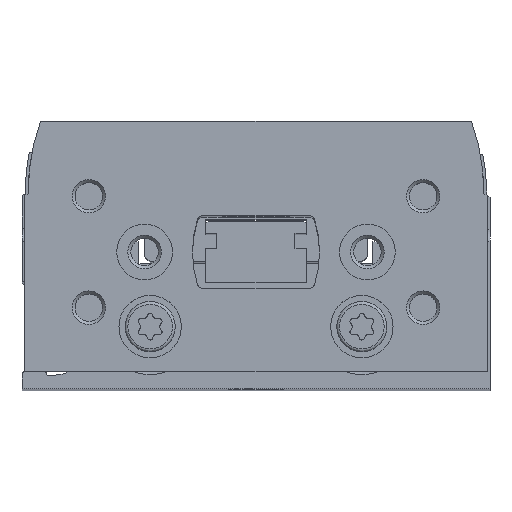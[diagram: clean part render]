
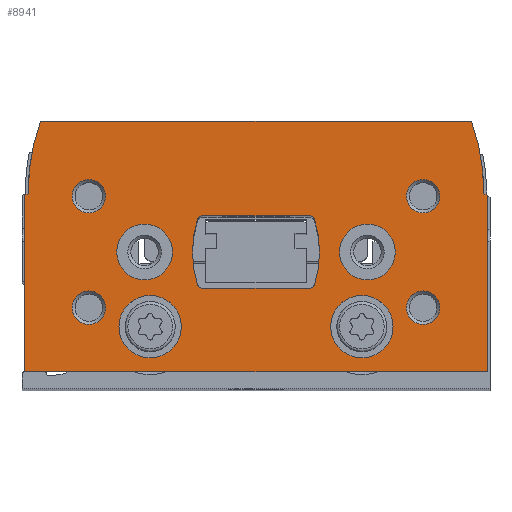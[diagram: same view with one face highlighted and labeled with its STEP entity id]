
A CAD part, top view. The second image highlights one B-rep face of the part: STEP entity #8941.
In plain terms, the highlighted planar face has unit normal (0, 0, 1).
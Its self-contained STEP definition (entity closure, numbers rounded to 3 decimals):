
#391=LINE('',#13951,#865);
#396=LINE('',#13961,#870);
#414=LINE('',#14007,#888);
#420=LINE('',#14019,#894);
#434=LINE('',#14096,#908);
#436=LINE('',#14099,#910);
#437=LINE('',#14133,#911);
#438=LINE('',#14153,#912);
#865=VECTOR('',#11522,1000.);
#870=VECTOR('',#11529,1000.);
#888=VECTOR('',#11565,1000.);
#894=VECTOR('',#11575,1000.);
#908=VECTOR('',#11635,1000.);
#910=VECTOR('',#11639,1000.);
#911=VECTOR('',#11674,1000.);
#912=VECTOR('',#11695,1000.);
#1137=PLANE('',#9742);
#2423=ORIENTED_EDGE('',*,*,#3924,.F.);
#2424=ORIENTED_EDGE('',*,*,#3925,.F.);
#2425=ORIENTED_EDGE('',*,*,#3926,.F.);
#2426=ORIENTED_EDGE('',*,*,#3927,.F.);
#2427=ORIENTED_EDGE('',*,*,#3928,.T.);
#2428=ORIENTED_EDGE('',*,*,#3929,.T.);
#2429=ORIENTED_EDGE('',*,*,#3930,.T.);
#2430=ORIENTED_EDGE('',*,*,#3931,.T.);
#2431=ORIENTED_EDGE('',*,*,#3883,.F.);
#2432=ORIENTED_EDGE('',*,*,#3904,.F.);
#2433=ORIENTED_EDGE('',*,*,#3895,.F.);
#2434=ORIENTED_EDGE('',*,*,#3892,.F.);
#2435=ORIENTED_EDGE('',*,*,#3932,.F.);
#2436=ORIENTED_EDGE('',*,*,#3933,.F.);
#2437=ORIENTED_EDGE('',*,*,#3934,.F.);
#2438=ORIENTED_EDGE('',*,*,#3886,.F.);
#2439=ORIENTED_EDGE('',*,*,#3870,.T.);
#2440=ORIENTED_EDGE('',*,*,#3864,.T.);
#2441=ORIENTED_EDGE('',*,*,#3906,.T.);
#2442=ORIENTED_EDGE('',*,*,#3835,.T.);
#2443=ORIENTED_EDGE('',*,*,#3840,.T.);
#2444=ORIENTED_EDGE('',*,*,#3844,.T.);
#2445=ORIENTED_EDGE('',*,*,#3923,.T.);
#2446=ORIENTED_EDGE('',*,*,#3876,.T.);
#3835=EDGE_CURVE('',#4703,#4702,#391,.T.);
#3840=EDGE_CURVE('',#4702,#4706,#396,.T.);
#3844=EDGE_CURVE('',#4706,#4708,#5269,.T.);
#3864=EDGE_CURVE('',#4723,#4725,#414,.T.);
#3870=EDGE_CURVE('',#4729,#4723,#420,.T.);
#3876=EDGE_CURVE('',#4734,#4729,#5275,.T.);
#3883=EDGE_CURVE('',#4738,#4739,#5278,.T.);
#3886=EDGE_CURVE('',#4739,#4740,#5279,.T.);
#3892=EDGE_CURVE('',#4744,#4745,#5282,.T.);
#3895=EDGE_CURVE('',#4745,#4747,#5283,.T.);
#3904=EDGE_CURVE('',#4747,#4738,#434,.T.);
#3906=EDGE_CURVE('',#4725,#4703,#436,.T.);
#3923=EDGE_CURVE('',#4708,#4734,#437,.T.);
#3924=EDGE_CURVE('',#4770,#4770,#5306,.T.);
#3925=EDGE_CURVE('',#4771,#4771,#5307,.T.);
#3926=EDGE_CURVE('',#4772,#4772,#5308,.T.);
#3927=EDGE_CURVE('',#4773,#4773,#5309,.T.);
#3928=EDGE_CURVE('',#4774,#4774,#5310,.T.);
#3929=EDGE_CURVE('',#4775,#4775,#5311,.T.);
#3930=EDGE_CURVE('',#4776,#4776,#5312,.T.);
#3931=EDGE_CURVE('',#4777,#4777,#5313,.T.);
#3932=EDGE_CURVE('',#4778,#4744,#5314,.T.);
#3933=EDGE_CURVE('',#4779,#4778,#438,.T.);
#3934=EDGE_CURVE('',#4740,#4779,#5315,.T.);
#4702=VERTEX_POINT('',#13950);
#4703=VERTEX_POINT('',#13952);
#4706=VERTEX_POINT('',#13960);
#4708=VERTEX_POINT('',#13967);
#4723=VERTEX_POINT('',#14001);
#4725=VERTEX_POINT('',#14006);
#4729=VERTEX_POINT('',#14017);
#4734=VERTEX_POINT('',#14032);
#4738=VERTEX_POINT('',#14046);
#4739=VERTEX_POINT('',#14048);
#4740=VERTEX_POINT('',#14056);
#4744=VERTEX_POINT('',#14069);
#4745=VERTEX_POINT('',#14071);
#4747=VERTEX_POINT('',#14080);
#4770=VERTEX_POINT('',#14136);
#4771=VERTEX_POINT('',#14138);
#4772=VERTEX_POINT('',#14140);
#4773=VERTEX_POINT('',#14142);
#4774=VERTEX_POINT('',#14144);
#4775=VERTEX_POINT('',#14146);
#4776=VERTEX_POINT('',#14148);
#4777=VERTEX_POINT('',#14150);
#4778=VERTEX_POINT('',#14152);
#4779=VERTEX_POINT('',#14154);
#5269=CIRCLE('',#9692,19.5);
#5275=CIRCLE('',#9704,19.5);
#5278=CIRCLE('',#9708,0.5);
#5279=CIRCLE('',#9710,10.);
#5282=CIRCLE('',#9714,10.);
#5283=CIRCLE('',#9716,0.5);
#5306=CIRCLE('',#9743,2.8);
#5307=CIRCLE('',#9744,2.8);
#5308=CIRCLE('',#9745,2.5);
#5309=CIRCLE('',#9746,2.5);
#5310=CIRCLE('',#9747,1.5);
#5311=CIRCLE('',#9748,1.5);
#5312=CIRCLE('',#9749,1.5);
#5313=CIRCLE('',#9750,1.5);
#5314=CIRCLE('',#9751,0.5);
#5315=CIRCLE('',#9752,0.5);
#5887=EDGE_LOOP('',(#2423));
#5888=EDGE_LOOP('',(#2424));
#5889=EDGE_LOOP('',(#2425));
#5890=EDGE_LOOP('',(#2426));
#5891=EDGE_LOOP('',(#2427));
#5892=EDGE_LOOP('',(#2428));
#5893=EDGE_LOOP('',(#2429));
#5894=EDGE_LOOP('',(#2430));
#5895=EDGE_LOOP('',(#2431,#2432,#2433,#2434,#2435,#2436,#2437,#2438));
#5896=EDGE_LOOP('',(#2439,#2440,#2441,#2442,#2443,#2444,#2445,#2446));
#6569=FACE_BOUND('',#5887,.T.);
#6570=FACE_BOUND('',#5888,.T.);
#6571=FACE_BOUND('',#5889,.T.);
#6572=FACE_BOUND('',#5890,.T.);
#6573=FACE_BOUND('',#5891,.T.);
#6574=FACE_BOUND('',#5892,.T.);
#6575=FACE_BOUND('',#5893,.T.);
#6576=FACE_BOUND('',#5894,.T.);
#6577=FACE_BOUND('',#5895,.T.);
#6578=FACE_BOUND('',#5896,.T.);
#8941=ADVANCED_FACE('',(#6569,#6570,#6571,#6572,#6573,#6574,#6575,#6576,
#6577,#6578),#1137,.T.);
#9692=AXIS2_PLACEMENT_3D('',#13968,#11536,#11537);
#9704=AXIS2_PLACEMENT_3D('',#14031,#11586,#11587);
#9708=AXIS2_PLACEMENT_3D('',#14047,#11597,#11598);
#9710=AXIS2_PLACEMENT_3D('',#14055,#11602,#11603);
#9714=AXIS2_PLACEMENT_3D('',#14070,#11612,#11613);
#9716=AXIS2_PLACEMENT_3D('',#14079,#11617,#11618);
#9742=AXIS2_PLACEMENT_3D('',#14134,#11675,#11676);
#9743=AXIS2_PLACEMENT_3D('',#14135,#11677,#11678);
#9744=AXIS2_PLACEMENT_3D('',#14137,#11679,#11680);
#9745=AXIS2_PLACEMENT_3D('',#14139,#11681,#11682);
#9746=AXIS2_PLACEMENT_3D('',#14141,#11683,#11684);
#9747=AXIS2_PLACEMENT_3D('',#14143,#11685,#11686);
#9748=AXIS2_PLACEMENT_3D('',#14145,#11687,#11688);
#9749=AXIS2_PLACEMENT_3D('',#14147,#11689,#11690);
#9750=AXIS2_PLACEMENT_3D('',#14149,#11691,#11692);
#9751=AXIS2_PLACEMENT_3D('',#14151,#11693,#11694);
#9752=AXIS2_PLACEMENT_3D('',#14155,#11696,#11697);
#11522=DIRECTION('',(0.,1.,0.));
#11529=DIRECTION('',(-0.866,0.5,0.));
#11536=DIRECTION('',(0.,0.,1.));
#11537=DIRECTION('',(1.,0.,0.));
#11565=DIRECTION('',(0.,-1.,0.));
#11575=DIRECTION('',(-0.866,-0.5,0.));
#11586=DIRECTION('',(0.,0.,1.));
#11587=DIRECTION('',(1.,0.,0.));
#11597=DIRECTION('',(0.,0.,1.));
#11598=DIRECTION('',(1.,0.,0.));
#11602=DIRECTION('',(0.,0.,1.));
#11603=DIRECTION('',(1.,0.,0.));
#11612=DIRECTION('',(0.,0.,1.));
#11613=DIRECTION('',(1.,0.,0.));
#11617=DIRECTION('',(0.,0.,1.));
#11618=DIRECTION('',(1.,0.,0.));
#11635=DIRECTION('',(-1.,0.,0.));
#11639=DIRECTION('',(1.,0.,0.));
#11674=DIRECTION('',(-1.,0.,0.));
#11675=DIRECTION('',(0.,0.,1.));
#11676=DIRECTION('',(1.,0.,0.));
#11677=DIRECTION('',(0.,0.,1.));
#11678=DIRECTION('',(1.,0.,0.));
#11679=DIRECTION('',(0.,0.,1.));
#11680=DIRECTION('',(1.,0.,0.));
#11681=DIRECTION('',(0.,0.,1.));
#11682=DIRECTION('',(1.,0.,0.));
#11683=DIRECTION('',(0.,0.,1.));
#11684=DIRECTION('',(1.,0.,0.));
#11685=DIRECTION('',(0.,0.,-1.));
#11686=DIRECTION('',(-1.,0.,0.));
#11687=DIRECTION('',(0.,0.,-1.));
#11688=DIRECTION('',(-1.,0.,0.));
#11689=DIRECTION('',(0.,0.,-1.));
#11690=DIRECTION('',(-1.,0.,0.));
#11691=DIRECTION('',(0.,0.,-1.));
#11692=DIRECTION('',(-1.,0.,0.));
#11693=DIRECTION('',(0.,0.,1.));
#11694=DIRECTION('',(1.,0.,0.));
#11695=DIRECTION('',(1.,0.,0.));
#11696=DIRECTION('',(0.,0.,1.));
#11697=DIRECTION('',(1.,0.,0.));
#13950=CARTESIAN_POINT('',(20.75,15.827,0.));
#13951=CARTESIAN_POINT('',(20.75,0.,0.));
#13952=CARTESIAN_POINT('',(20.75,0.,0.));
#13960=CARTESIAN_POINT('',(20.45,16.,0.));
#13961=CARTESIAN_POINT('',(20.75,15.827,0.));
#13967=CARTESIAN_POINT('',(19.335,22.5,0.));
#13968=CARTESIAN_POINT('',(0.95,16.,0.));
#14001=CARTESIAN_POINT('',(-20.75,15.827,0.));
#14006=CARTESIAN_POINT('',(-20.75,0.,0.));
#14007=CARTESIAN_POINT('',(-20.75,15.827,0.));
#14017=CARTESIAN_POINT('',(-20.45,16.,0.));
#14019=CARTESIAN_POINT('',(-20.45,16.,0.));
#14031=CARTESIAN_POINT('',(-0.95,16.,0.));
#14032=CARTESIAN_POINT('',(-19.335,22.5,0.));
#14046=CARTESIAN_POINT('',(-4.793,14.,0.));
#14047=CARTESIAN_POINT('',(-4.793,13.5,0.));
#14048=CARTESIAN_POINT('',(-5.272,13.645,0.));
#14055=CARTESIAN_POINT('',(4.3,10.75,0.));
#14056=CARTESIAN_POINT('',(-5.272,7.855,0.));
#14069=CARTESIAN_POINT('',(5.272,7.855,0.));
#14070=CARTESIAN_POINT('',(-4.3,10.75,0.));
#14071=CARTESIAN_POINT('',(5.272,13.645,0.));
#14079=CARTESIAN_POINT('',(4.793,13.5,0.));
#14080=CARTESIAN_POINT('',(4.793,14.,0.));
#14096=CARTESIAN_POINT('',(4.793,14.,0.));
#14099=CARTESIAN_POINT('',(-20.75,0.,0.));
#14133=CARTESIAN_POINT('',(19.335,22.5,0.));
#14134=CARTESIAN_POINT('',(0.95,16.,0.));
#14135=CARTESIAN_POINT('',(-9.5,4.05,0.));
#14136=CARTESIAN_POINT('',(-6.7,4.05,0.));
#14137=CARTESIAN_POINT('',(9.5,4.05,0.));
#14138=CARTESIAN_POINT('',(12.3,4.05,0.));
#14139=CARTESIAN_POINT('',(-10.,10.75,0.));
#14140=CARTESIAN_POINT('',(-7.5,10.75,0.));
#14141=CARTESIAN_POINT('',(10.,10.75,0.));
#14142=CARTESIAN_POINT('',(12.5,10.75,0.));
#14143=CARTESIAN_POINT('',(15.,5.75,0.));
#14144=CARTESIAN_POINT('',(13.5,5.75,0.));
#14145=CARTESIAN_POINT('',(-15.,5.75,0.));
#14146=CARTESIAN_POINT('',(-16.5,5.75,0.));
#14147=CARTESIAN_POINT('',(-15.,15.75,0.));
#14148=CARTESIAN_POINT('',(-16.5,15.75,0.));
#14149=CARTESIAN_POINT('',(15.,15.75,0.));
#14150=CARTESIAN_POINT('',(13.5,15.75,0.));
#14151=CARTESIAN_POINT('',(4.793,8.,0.));
#14152=CARTESIAN_POINT('',(4.793,7.5,0.));
#14153=CARTESIAN_POINT('',(-4.793,7.5,0.));
#14154=CARTESIAN_POINT('',(-4.793,7.5,0.));
#14155=CARTESIAN_POINT('',(-4.793,8.,0.));
